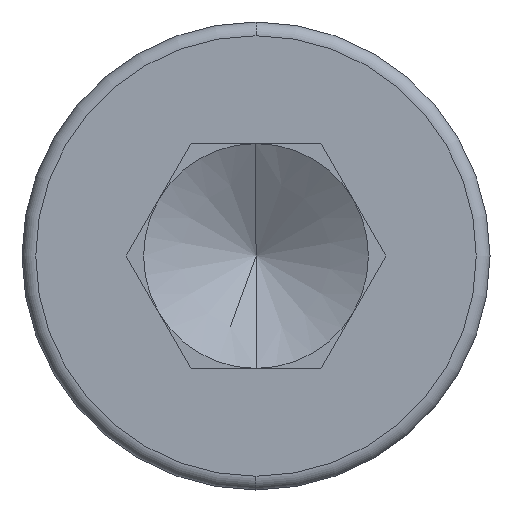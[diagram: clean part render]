
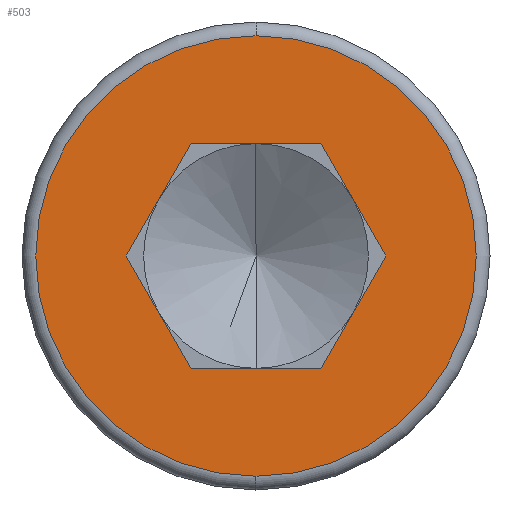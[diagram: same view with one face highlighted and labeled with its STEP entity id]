
A CAD part, left-side view. The second image highlights one B-rep face of the part: STEP entity #503.
In plain terms, the highlighted planar face has unit normal (-1, 0, 0).
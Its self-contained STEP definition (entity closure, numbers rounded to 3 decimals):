
#7 = VERTEX_POINT ( 'NONE', #315 ) ;
#15 = LINE ( 'NONE', #273, #175 ) ;
#20 = VECTOR ( 'NONE', #327, 1000. ) ;
#48 = CIRCLE ( 'NONE', #598, 4. ) ;
#61 = ORIENTED_EDGE ( 'NONE', *, *, #100, .T. ) ;
#62 = EDGE_CURVE ( 'NONE', #642, #726, #384, .T. ) ;
#71 = ORIENTED_EDGE ( 'NONE', *, *, #711, .T. ) ;
#80 = DIRECTION ( 'NONE',  ( 0., 1., 0. ) ) ;
#88 = CARTESIAN_POINT ( 'NONE',  ( 0., -1.179, 2.042 ) ) ;
#90 = VERTEX_POINT ( 'NONE', #331 ) ;
#94 = EDGE_CURVE ( 'NONE', #648, #335, #484, .T. ) ;
#100 = EDGE_CURVE ( 'NONE', #466, #174, #217, .T. ) ;
#105 = CARTESIAN_POINT ( 'NONE',  ( 0., 1.179, -2.042 ) ) ;
#126 = EDGE_CURVE ( 'NONE', #335, #648, #48, .T. ) ;
#155 = ORIENTED_EDGE ( 'NONE', *, *, #62, .T. ) ;
#156 = CARTESIAN_POINT ( 'NONE',  ( 0., 2.358, 0. ) ) ;
#157 = DIRECTION ( 'NONE',  ( -1., 0., 0. ) ) ;
#172 = DIRECTION ( 'NONE',  ( 0., 0., 1. ) ) ;
#174 = VERTEX_POINT ( 'NONE', #235 ) ;
#175 = VECTOR ( 'NONE', #80, 1000. ) ;
#185 = EDGE_CURVE ( 'NONE', #7, #174, #742, .T. ) ;
#192 = FACE_BOUND ( 'NONE', #703, .T. ) ;
#196 = LINE ( 'NONE', #301, #548 ) ;
#202 = AXIS2_PLACEMENT_3D ( 'NONE', #547, #157, #690 ) ;
#217 = LINE ( 'NONE', #343, #472 ) ;
#222 = CARTESIAN_POINT ( 'NONE',  ( 0., 0., 4. ) ) ;
#235 = CARTESIAN_POINT ( 'NONE',  ( 0., -1.179, -2.042 ) ) ;
#240 = DIRECTION ( 'NONE',  ( -1., 0., 0. ) ) ;
#253 = FACE_OUTER_BOUND ( 'NONE', #268, .T. ) ;
#268 = EDGE_LOOP ( 'NONE', ( #383, #517 ) ) ;
#273 = CARTESIAN_POINT ( 'NONE',  ( 0., -1.179, 2.042 ) ) ;
#278 = AXIS2_PLACEMENT_3D ( 'NONE', #782, #443, #377 ) ;
#281 = CARTESIAN_POINT ( 'NONE',  ( 0., 2.358, 0. ) ) ;
#284 = ORIENTED_EDGE ( 'NONE', *, *, #723, .F. ) ;
#294 = CARTESIAN_POINT ( 'NONE',  ( 0., 1.179, 2.042 ) ) ;
#301 = CARTESIAN_POINT ( 'NONE',  ( 0., 2.358, 0. ) ) ;
#315 = CARTESIAN_POINT ( 'NONE',  ( 0., 1.179, -2.042 ) ) ;
#320 = DIRECTION ( 'NONE',  ( 0., -0.5, -0.866 ) ) ;
#327 = DIRECTION ( 'NONE',  ( 0., -1., 0. ) ) ;
#331 = CARTESIAN_POINT ( 'NONE',  ( 0., -1.179, 2.042 ) ) ;
#335 = VERTEX_POINT ( 'NONE', #415 ) ;
#339 = CARTESIAN_POINT ( 'NONE',  ( 0., 0., 0. ) ) ;
#343 = CARTESIAN_POINT ( 'NONE',  ( 0., -2.358, 0. ) ) ;
#354 = PLANE ( 'NONE',  #278 ) ;
#377 = DIRECTION ( 'NONE',  ( 0., 0., 1. ) ) ;
#383 = ORIENTED_EDGE ( 'NONE', *, *, #94, .T. ) ;
#384 = LINE ( 'NONE', #281, #516 ) ;
#415 = CARTESIAN_POINT ( 'NONE',  ( 0., 0., -4. ) ) ;
#443 = DIRECTION ( 'NONE',  ( -1., 0., 0. ) ) ;
#466 = VERTEX_POINT ( 'NONE', #525 ) ;
#472 = VECTOR ( 'NONE', #512, 1000. ) ;
#484 = CIRCLE ( 'NONE', #202, 4. ) ;
#503 = ADVANCED_FACE ( 'NONE', ( #192, #253 ), #354, .T. ) ;
#512 = DIRECTION ( 'NONE',  ( 0., 0.5, -0.866 ) ) ;
#516 = VECTOR ( 'NONE', #750, 1000. ) ;
#517 = ORIENTED_EDGE ( 'NONE', *, *, #126, .T. ) ;
#525 = CARTESIAN_POINT ( 'NONE',  ( 0., -2.358, 0. ) ) ;
#547 = CARTESIAN_POINT ( 'NONE',  ( 0., 0., 0. ) ) ;
#548 = VECTOR ( 'NONE', #737, 1000. ) ;
#587 = LINE ( 'NONE', #88, #624 ) ;
#598 = AXIS2_PLACEMENT_3D ( 'NONE', #339, #240, #172 ) ;
#620 = EDGE_CURVE ( 'NONE', #90, #726, #15, .T. ) ;
#624 = VECTOR ( 'NONE', #320, 1000. ) ;
#639 = ORIENTED_EDGE ( 'NONE', *, *, #185, .F. ) ;
#642 = VERTEX_POINT ( 'NONE', #156 ) ;
#648 = VERTEX_POINT ( 'NONE', #222 ) ;
#689 = ORIENTED_EDGE ( 'NONE', *, *, #620, .F. ) ;
#690 = DIRECTION ( 'NONE',  ( 0., 0., 1. ) ) ;
#703 = EDGE_LOOP ( 'NONE', ( #155, #689, #71, #61, #639, #284 ) ) ;
#711 = EDGE_CURVE ( 'NONE', #90, #466, #587, .T. ) ;
#723 = EDGE_CURVE ( 'NONE', #642, #7, #196, .T. ) ;
#726 = VERTEX_POINT ( 'NONE', #294 ) ;
#737 = DIRECTION ( 'NONE',  ( 0., -0.5, -0.866 ) ) ;
#742 = LINE ( 'NONE', #105, #20 ) ;
#750 = DIRECTION ( 'NONE',  ( 0., -0.5, 0.866 ) ) ;
#782 = CARTESIAN_POINT ( 'NONE',  ( 0., 0., 0. ) ) ;
